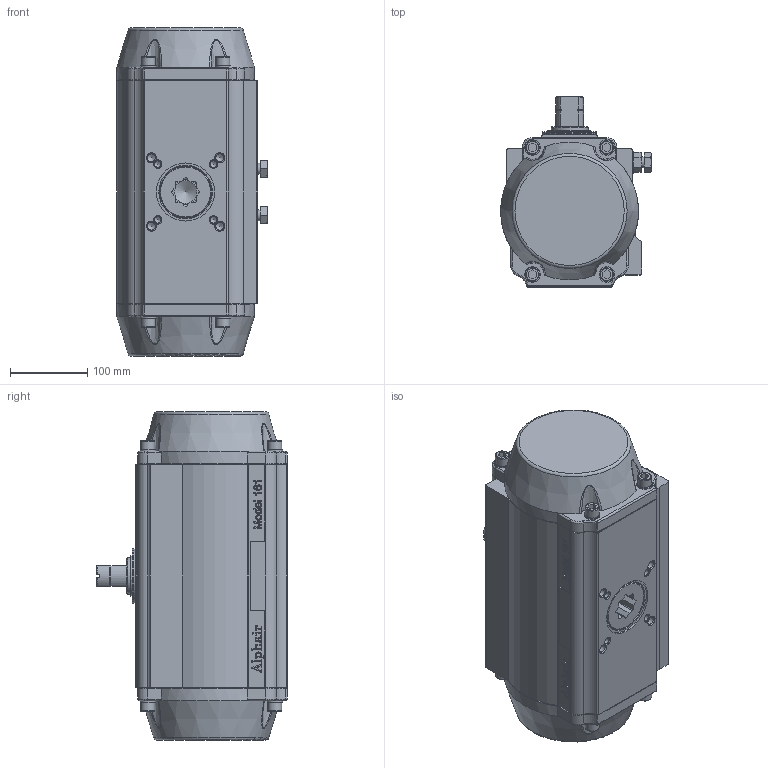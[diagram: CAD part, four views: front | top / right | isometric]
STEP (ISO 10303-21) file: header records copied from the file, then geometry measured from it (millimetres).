
FILE_DESCRIPTION (( 'STEP AP214' ), '1' );
FILE_NAME ('PA-RE161 heco.STEP', '2014-01-28T10:30:04', ( 'test' ), ( '' ), 'SwSTEP 2.0', 'SolidWorks 2011', '' );
FILE_SCHEMA (( 'AUTOMOTIVE_DESIGN' ));
Length unit declared in the file: millimetre
Products named in the file (1): PA-RE161 heco
Bounding box: 194.44 x 246.35 x 424 mm (x, y, z)
Volume: 6918075.6 mm3; surface area: 600663.6 mm2
Topology: 1 solids, 1 shells, 862 faces, 2223 edges, 1433 vertices
Faces by surface type: plane 384, bspline 175, cylinder 146, cone 109, torus 42, sphere 6
Full cylindrical faces by diameter (mm): 2.5 x2, 4.2 x8, 5 x1, 6.8 x2, 7 x2, 8 x1, 8.5 x4, 10.2 x4, 12 x2, 14 x2, 18 x8, 20 x8, 28 x2, 29 x2, 37 x1, 45 x1, 47.7 x2, 48.1 x1, 48.2 x1, 48.5 x1, 54.5 x1, 66 x1, 66.7 x1, 67.1 x1, 70 x2, 75.1 x1, 159.5 x2, 160.1 x1
Entity records: 49043 total; most frequent: CARTESIAN_POINT 20826, ORIENTED_EDGE 4018, DIRECTION 3287, EDGE_CURVE 2009, VERTEX_POINT 1353, AXIS2_PLACEMENT_3D 1123, EDGE_LOOP 1070, VECTOR 1041
